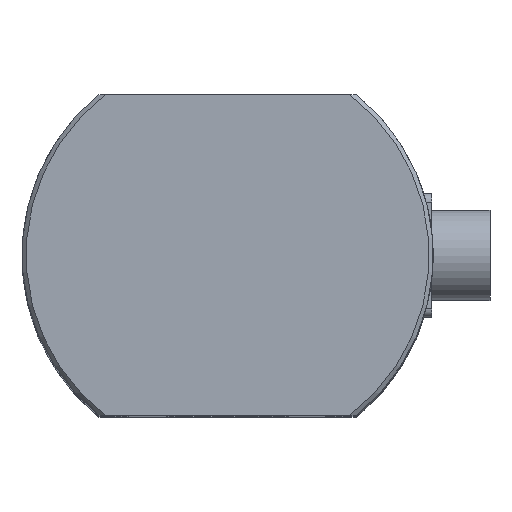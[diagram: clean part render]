
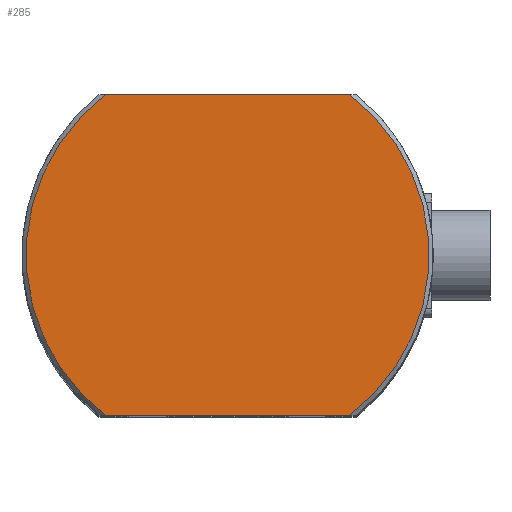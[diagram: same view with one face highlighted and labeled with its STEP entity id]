
A CAD part, top view. The second image highlights one B-rep face of the part: STEP entity #285.
In plain terms, the highlighted planar face has unit normal (0, 0, 1).
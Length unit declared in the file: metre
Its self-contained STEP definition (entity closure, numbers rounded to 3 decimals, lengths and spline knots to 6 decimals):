
#285=ADVANCED_FACE('4:670',(#631),#632,.T.);
#631=FACE_OUTER_BOUND('',#1060,.T.);
#632=PLANE('',#1061);
#1060=EDGE_LOOP('',(#2555,#2556,#2557,#2558));
#1061=AXIS2_PLACEMENT_3D('',#2559,#2560,#2561);
#2555=ORIENTED_EDGE('',*,*,#3480,.T.);
#2556=ORIENTED_EDGE('',*,*,#3453,.T.);
#2557=ORIENTED_EDGE('',*,*,#3472,.T.);
#2558=ORIENTED_EDGE('',*,*,#3448,.T.);
#2559=CARTESIAN_POINT('',(0.0,0.0,0.28));
#2560=DIRECTION('',(0.0,0.0,1.0));
#2561=DIRECTION('',(1.0,0.0,0.0));
#3448=EDGE_CURVE('4:874',#3955,#3959,#3961,.T.);
#3453=EDGE_CURVE('4:886',#3964,#3968,#3970,.T.);
#3472=EDGE_CURVE('4:934',#3968,#3955,#3999,.T.);
#3480=EDGE_CURVE('4:955',#3959,#3964,#4008,.T.);
#3955=VERTEX_POINT('NONE',#4780);
#3959=VERTEX_POINT('NONE',#4787);
#3961=CIRCLE('',#4792,0.049);
#3964=VERTEX_POINT('NONE',#4795);
#3968=VERTEX_POINT('NONE',#4802);
#3970=CIRCLE('',#4807,0.049);
#3999=LINE('',#4852,#4853);
#4008=LINE('',#4864,#4865);
#4780=CARTESIAN_POINT('',(-0.029665,0.039,0.28));
#4787=CARTESIAN_POINT('',(-0.029665,-0.039,0.28));
#4792=AXIS2_PLACEMENT_3D('',#5731,#5732,#5733);
#4795=CARTESIAN_POINT('',(0.029665,-0.039,0.28));
#4802=CARTESIAN_POINT('',(0.029665,0.039,0.28));
#4807=AXIS2_PLACEMENT_3D('',#5737,#5738,#5739);
#4852=CARTESIAN_POINT('',(0.0,0.039,0.28));
#4853=VECTOR('',#5765,1.0);
#4864=CARTESIAN_POINT('',(0.0,-0.039,0.28));
#4865=VECTOR('',#5780,1.0);
#5731=CARTESIAN_POINT('',(0.0,0.0,0.28));
#5732=DIRECTION('',(0.0,0.0,1.0));
#5733=DIRECTION('',(0.0,-1.0,0.0));
#5737=CARTESIAN_POINT('',(0.0,0.0,0.28));
#5738=DIRECTION('',(0.0,0.0,1.0));
#5739=DIRECTION('',(0.0,-1.0,0.0));
#5765=DIRECTION('',(-1.0,0.0,0.0));
#5780=DIRECTION('',(1.0,0.0,0.0));
